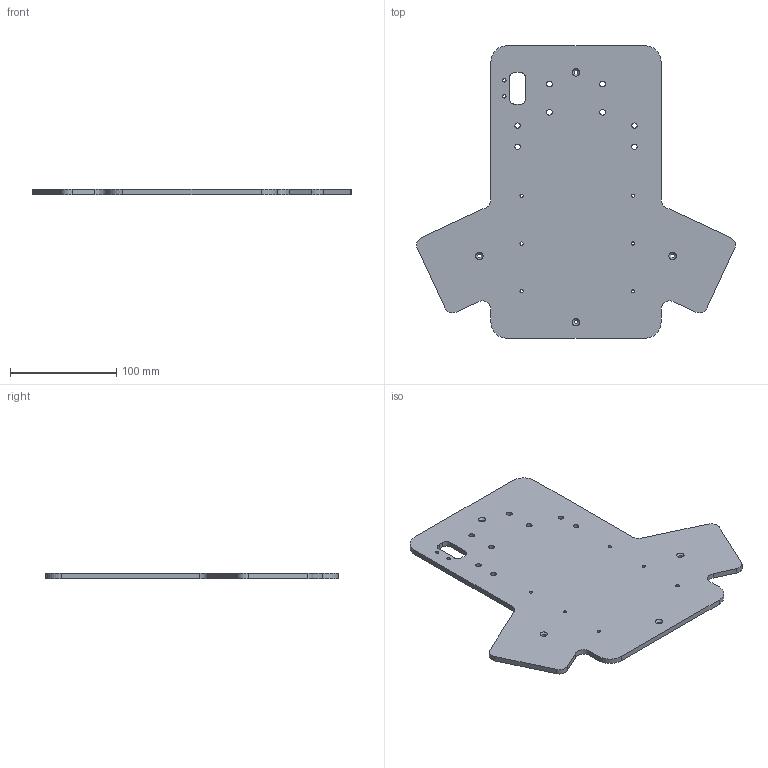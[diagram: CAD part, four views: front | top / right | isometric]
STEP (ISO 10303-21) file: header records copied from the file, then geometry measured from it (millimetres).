
FILE_DESCRIPTION(/* description */ ('Unknown'),/* implementation_level */ '2;1');
FILE_NAME(/* name */ 'Second floor V3',/* time_stamp */ '2023-02-10T10:19:26+00:00',/* author */ ('Unknown'),/* organization */ ('Unknown'),/* preprocessor_version */ 'ST-DEVELOPER v16.7',/* originating_system */ 'DEX',/* authorisation */ $);
FILE_SCHEMA (('AUTOMOTIVE_DESIGN {1 0 10303 214 3 1 1}'));
Length unit declared in the file: millimetre
Products named in the file (1): Second floor V3
Bounding box: 299.8 x 275 x 5 mm (x, y, z)
Volume: 263594.7 mm3; surface area: 112315.4 mm2
Topology: 1 solids, 1 shells, 58 faces, 164 edges, 108 vertices
Faces by surface type: cylinder 36, plane 18, cone 4
Full cylindrical faces by diameter (mm): 3 x6, 3.2 x2, 3.6 x4, 5 x4, 5.3 x4
Entity records: 1908 total; most frequent: DIRECTION 334, CARTESIAN_POINT 307, ORIENTED_EDGE 280, EDGE_CURVE 140, AXIS2_PLACEMENT_3D 135, EDGE_LOOP 124, FACE_BOUND 124, VERTEX_POINT 108
